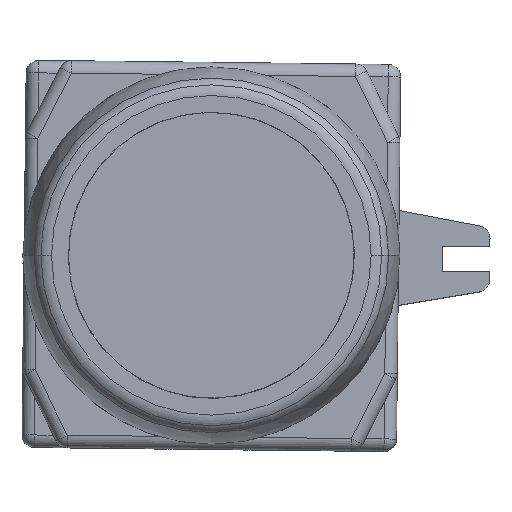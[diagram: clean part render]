
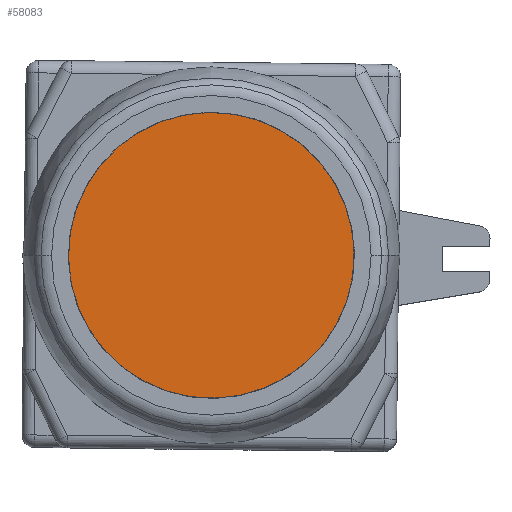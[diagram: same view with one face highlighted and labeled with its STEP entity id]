
A CAD part, top view. The second image highlights one B-rep face of the part: STEP entity #58083.
In plain terms, the highlighted face is planar.
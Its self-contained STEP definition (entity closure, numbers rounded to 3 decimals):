
#55377=CARTESIAN_POINT('',(0.,0.,1.4));
#55378=DIRECTION('',(0.,0.,-1.));
#55379=DIRECTION('',(-1.,0.,0.));
#55380=AXIS2_PLACEMENT_3D('',#55377,#55378,#55379);
#55385=CARTESIAN_POINT('',(0.,0.,1.4));
#55386=DIRECTION('',(0.,0.,-1.));
#55387=DIRECTION('',(1.,0.,0.));
#55388=AXIS2_PLACEMENT_3D('',#55385,#55386,#55387);
#56505=CARTESIAN_POINT('',(-11.45,0.,1.4));
#56506=CARTESIAN_POINT('',(11.45,0.,1.4));
#56507=VERTEX_POINT('',#56505);
#56508=VERTEX_POINT('',#56506);
#58073=CARTESIAN_POINT('',(-7.65,0.,1.4));
#58074=DIRECTION('',(0.,0.,-1.));
#58075=DIRECTION('',(-1.,0.,0.));
#58076=AXIS2_PLACEMENT_3D('',#58073,#58074,#58075);
#58077=PLANE('',#58076);
#58078=ORIENTED_EDGE('',*,*,#58054,.F.);
#58080=ORIENTED_EDGE('',*,*,#58079,.F.);
#58081=EDGE_LOOP('',(#58078,#58080));
#58082=FACE_OUTER_BOUND('',#58081,.F.);
#55381=CIRCLE('',#55380,11.45);
#55389=CIRCLE('',#55388,11.45);
#58054=EDGE_CURVE('',#56507,#56508,#55381,.T.);
#58079=EDGE_CURVE('',#56508,#56507,#55389,.T.);
#58083=ADVANCED_FACE('',(#58082),#58077,.T.);
